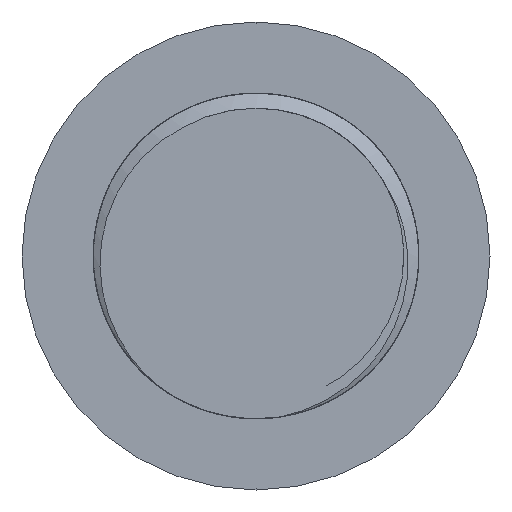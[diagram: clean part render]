
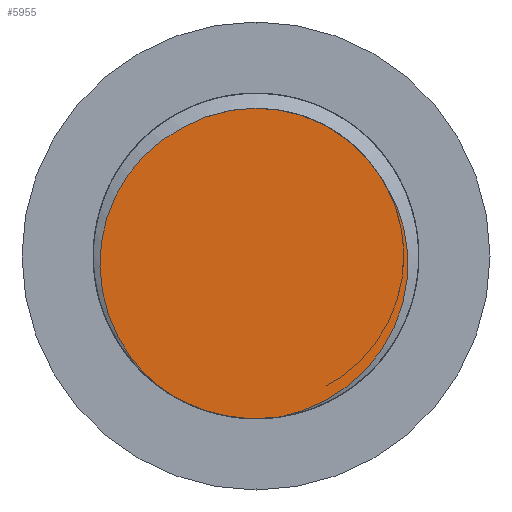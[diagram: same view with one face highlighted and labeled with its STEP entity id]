
A CAD part, front view. The second image highlights one B-rep face of the part: STEP entity #5955.
In plain terms, the highlighted planar face has unit normal (0, -1, 0).
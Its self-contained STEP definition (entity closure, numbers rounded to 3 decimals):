
#105 = CARTESIAN_POINT ( 'NONE',  ( 0.609, -14.5, -8.81 ) ) ;
#222 = CARTESIAN_POINT ( 'NONE',  ( 0., -14.5, 0. ) ) ;
#318 = CARTESIAN_POINT ( 'NONE',  ( -5.338, -14.5, -7.011 ) ) ;
#360 = CARTESIAN_POINT ( 'NONE',  ( -6.662, -14.5, 4.786 ) ) ;
#380 = CARTESIAN_POINT ( 'NONE',  ( 8.189, -14.5, -1.254 ) ) ;
#415 = CARTESIAN_POINT ( 'NONE',  ( 6.598, -14.5, -5.37 ) ) ;
#448 = CARTESIAN_POINT ( 'NONE',  ( 6.171, -14.5, -5.902 ) ) ;
#559 = CARTESIAN_POINT ( 'NONE',  ( 1.184, -14.5, -8.732 ) ) ;
#577 = ORIENTED_EDGE ( 'NONE', *, *, #4409, .T. ) ;
#834 = CARTESIAN_POINT ( 'NONE',  ( -8.447, -14.5, -1.033 ) ) ;
#853 = CARTESIAN_POINT ( 'NONE',  ( 7.929, -14.5, 1.806 ) ) ;
#866 = CARTESIAN_POINT ( 'NONE',  ( -6.211, -14.5, 5.306 ) ) ;
#923 = CARTESIAN_POINT ( 'NONE',  ( 8.147, -14.5, -1.6 ) ) ;
#955 = CARTESIAN_POINT ( 'NONE',  ( 4.373, -14.5, -7.49 ) ) ;
#1045 = B_SPLINE_CURVE_WITH_KNOTS ( 'NONE', 3,
 ( #3886, #1343, #3410, #866, #360, #1883, #2814, #6483, #3380, #5915, #2780, #2281, #2416, #834, #2884, #2385, #6450, #2918, #4445, #1915, #3955, #5981, #5317, #4817, #3811 ),
 .UNSPECIFIED., .F., .F.,
 ( 4, 2, 2, 2, 1, 2, 2, 2, 2, 2, 2, 2, 4 ),
 ( 0., 0.002, 0.004, 0.005, 0.006, 0.007, 0.008, 0.01, 0.012, 0.013, 0.015, 0.016, 0.017 ),
 .UNSPECIFIED. ) ;
#1143 = CARTESIAN_POINT ( 'NONE',  ( -4.876, -14.5, -7.363 ) ) ;
#1172 = CARTESIAN_POINT ( 'NONE',  ( -1.122, -14.5, -8.745 ) ) ;
#1217 = ORIENTED_EDGE ( 'NONE', *, *, #6565, .T. ) ;
#1343 = CARTESIAN_POINT ( 'NONE',  ( -4.601, -14.5, 6.626 ) ) ;
#1398 = AXIS2_PLACEMENT_3D ( 'NONE', #6075, #3081, #4982 ) ;
#1452 = AXIS2_PLACEMENT_3D ( 'NONE', #222, #1843, #4844 ) ;
#1465 = CARTESIAN_POINT ( 'NONE',  ( 7.957, -14.5, -2.613 ) ) ;
#1684 = CARTESIAN_POINT ( 'NONE',  ( -4.382, -14.5, -7.667 ) ) ;
#1688 = FACE_OUTER_BOUND ( 'NONE', #5272, .T. ) ;
#1843 = DIRECTION ( 'NONE',  ( 0., -1., 0. ) ) ;
#1868 = CARTESIAN_POINT ( 'NONE',  ( 7.75, -14.5, -3.264 ) ) ;
#1883 = CARTESIAN_POINT ( 'NONE',  ( -7.237, -14.5, 3.926 ) ) ;
#1900 = CARTESIAN_POINT ( 'NONE',  ( 8.147, -14.5, 0.793 ) ) ;
#1915 = CARTESIAN_POINT ( 'NONE',  ( -6.962, -14.5, -5.23 ) ) ;
#2157 = DIRECTION ( 'NONE',  ( 0., -1., 0. ) ) ;
#2187 = CARTESIAN_POINT ( 'NONE',  ( 0., -14.5, 0. ) ) ;
#2250 = DIRECTION ( 'NONE',  ( 0., 0., -1. ) ) ;
#2281 = CARTESIAN_POINT ( 'NONE',  ( -8.38, -14.5, 0.685 ) ) ;
#2309 = ORIENTED_EDGE ( 'NONE', *, *, #6069, .T. ) ;
#2385 = CARTESIAN_POINT ( 'NONE',  ( -8.045, -14.5, -3.072 ) ) ;
#2416 = CARTESIAN_POINT ( 'NONE',  ( -8.471, -14.5, -0.345 ) ) ;
#2780 = CARTESIAN_POINT ( 'NONE',  ( -8.327, -14.5, 1.031 ) ) ;
#2814 = CARTESIAN_POINT ( 'NONE',  ( -7.414, -14.5, 3.623 ) ) ;
#2884 = CARTESIAN_POINT ( 'NONE',  ( -8.232, -14.5, -2.41 ) ) ;
#2918 = CARTESIAN_POINT ( 'NONE',  ( -7.493, -14.5, -4.339 ) ) ;
#2934 = CARTESIAN_POINT ( 'NONE',  ( 8.189, -14.5, 0.453 ) ) ;
#3005 = CARTESIAN_POINT ( 'NONE',  ( 5.941, -14.5, -6.156 ) ) ;
#3081 = DIRECTION ( 'NONE',  ( 0., -1., 0. ) ) ;
#3135 = CARTESIAN_POINT ( 'NONE',  ( -3.979, -14.5, 6.94 ) ) ;
#3213 = CARTESIAN_POINT ( 'NONE',  ( -0.833, -14.5, -8.777 ) ) ;
#3380 = CARTESIAN_POINT ( 'NONE',  ( -7.992, -14.5, 2.371 ) ) ;
#3410 = CARTESIAN_POINT ( 'NONE',  ( -5.174, -14.5, 6.235 ) ) ;
#3430 = CARTESIAN_POINT ( 'NONE',  ( 6.795, -14.5, -5.091 ) ) ;
#3468 = EDGE_CURVE ( 'NONE', #5067, #6303, #3670, .T. ) ;
#3528 = CARTESIAN_POINT ( 'NONE',  ( -5.338, -14.5, -7.011 ) ) ;
#3562 = ORIENTED_EDGE ( 'NONE', *, *, #4816, .T. ) ;
#3565 = VERTEX_POINT ( 'NONE', #3135 ) ;
#3654 = PLANE ( 'NONE',  #4964 ) ;
#3670 = B_SPLINE_CURVE_WITH_KNOTS ( 'NONE', 3,
 ( #6501, #5007, #4003, #5533, #955, #4397, #6540, #3005, #448, #415, #3430, #5934, #5464, #1868, #1465, #923, #380, #5071, #4535, #2934, #1900, #5967, #853, #4973, #3939, #4463 ),
 .UNSPECIFIED., .F., .F.,
 ( 4, 2, 2, 2, 2, 2, 2, 2, 2, 2, 2, 2, 4 ),
 ( 0., 0.002, 0.004, 0.005, 0.006, 0.007, 0.008, 0.01, 0.011, 0.012, 0.013, 0.014, 0.017 ),
 .UNSPECIFIED. ) ;
#3712 = CARTESIAN_POINT ( 'NONE',  ( -3.34, -14.5, -8.175 ) ) ;
#3811 = CARTESIAN_POINT ( 'NONE',  ( -5.338, -14.5, -7.011 ) ) ;
#3812 = ORIENTED_EDGE ( 'NONE', *, *, #3468, .T. ) ;
#3886 = CARTESIAN_POINT ( 'NONE',  ( -3.979, -14.5, 6.94 ) ) ;
#3907 = CARTESIAN_POINT ( 'NONE',  ( -1.97, -14.5, -8.594 ) ) ;
#3939 = CARTESIAN_POINT ( 'NONE',  ( 7.316, -14.5, 3.397 ) ) ;
#3955 = CARTESIAN_POINT ( 'NONE',  ( -6.553, -14.5, -5.783 ) ) ;
#4003 = CARTESIAN_POINT ( 'NONE',  ( 2.523, -14.5, -8.403 ) ) ;
#4314 = CIRCLE ( 'NONE', #1452, 8. ) ;
#4397 = CARTESIAN_POINT ( 'NONE',  ( 5.187, -14.5, -6.865 ) ) ;
#4409 = EDGE_CURVE ( 'NONE', #6397, #5067, #4550, .T. ) ;
#4445 = CARTESIAN_POINT ( 'NONE',  ( -7.15, -14.5, -4.942 ) ) ;
#4463 = CARTESIAN_POINT ( 'NONE',  ( 6.94, -14.5, 3.979 ) ) ;
#4535 = CARTESIAN_POINT ( 'NONE',  ( 8.231, -14.5, -0.228 ) ) ;
#4550 = B_SPLINE_CURVE_WITH_KNOTS ( 'NONE', 3,
 ( #318, #1143, #1684, #3712, #6437, #3907, #5745, #1172, #3213, #5436, #105, #6222 ),
 .UNSPECIFIED., .F., .F.,
 ( 4, 2, 2, 2, 2, 4 ),
 ( 0., 0.002, 0.003, 0.004, 0.005, 0.007 ),
 .UNSPECIFIED. ) ;
#4808 = CARTESIAN_POINT ( 'NONE',  ( 0., -14.5, 8. ) ) ;
#4816 = EDGE_CURVE ( 'NONE', #3565, #6397, #1045, .T. ) ;
#4817 = CARTESIAN_POINT ( 'NONE',  ( -5.605, -14.5, -6.788 ) ) ;
#4844 = DIRECTION ( 'NONE',  ( 0., 0., -1. ) ) ;
#4964 = AXIS2_PLACEMENT_3D ( 'NONE', #2187, #2157, #2250 ) ;
#4973 = CARTESIAN_POINT ( 'NONE',  ( 7.609, -14.5, 2.78 ) ) ;
#4982 = DIRECTION ( 'NONE',  ( 0., 0., -1. ) ) ;
#5007 = CARTESIAN_POINT ( 'NONE',  ( 1.865, -14.5, -8.607 ) ) ;
#5067 = VERTEX_POINT ( 'NONE', #559 ) ;
#5071 = CARTESIAN_POINT ( 'NONE',  ( 8.231, -14.5, -0.57 ) ) ;
#5136 = VERTEX_POINT ( 'NONE', #4808 ) ;
#5272 = EDGE_LOOP ( 'NONE', ( #3812, #1217, #2309, #3562, #577 ) ) ;
#5317 = CARTESIAN_POINT ( 'NONE',  ( -5.858, -14.5, -6.548 ) ) ;
#5436 = CARTESIAN_POINT ( 'NONE',  ( 0.033, -14.5, -8.831 ) ) ;
#5464 = CARTESIAN_POINT ( 'NONE',  ( 7.32, -14.5, -4.202 ) ) ;
#5533 = CARTESIAN_POINT ( 'NONE',  ( 3.786, -14.5, -7.841 ) ) ;
#5659 = CARTESIAN_POINT ( 'NONE',  ( 6.94, -14.5, 3.979 ) ) ;
#5745 = CARTESIAN_POINT ( 'NONE',  ( -1.69, -14.5, -8.653 ) ) ;
#5915 = CARTESIAN_POINT ( 'NONE',  ( -8.18, -14.5, 1.708 ) ) ;
#5934 = CARTESIAN_POINT ( 'NONE',  ( 7.156, -14.5, -4.509 ) ) ;
#5955 = ADVANCED_FACE ( 'NONE', ( #1688 ), #3654, .T. ) ;
#5967 = CARTESIAN_POINT ( 'NONE',  ( 8.017, -14.5, 1.471 ) ) ;
#5981 = CARTESIAN_POINT ( 'NONE',  ( -6.333, -14.5, -6.046 ) ) ;
#6069 = EDGE_CURVE ( 'NONE', #5136, #3565, #4314, .T. ) ;
#6075 = CARTESIAN_POINT ( 'NONE',  ( 0., -14.5, 0. ) ) ;
#6222 = CARTESIAN_POINT ( 'NONE',  ( 1.184, -14.5, -8.732 ) ) ;
#6291 = CIRCLE ( 'NONE', #1398, 8. ) ;
#6303 = VERTEX_POINT ( 'NONE', #5659 ) ;
#6397 = VERTEX_POINT ( 'NONE', #3528 ) ;
#6437 = CARTESIAN_POINT ( 'NONE',  ( -2.8, -14.5, -8.375 ) ) ;
#6450 = CARTESIAN_POINT ( 'NONE',  ( -7.646, -14.5, -4.026 ) ) ;
#6483 = CARTESIAN_POINT ( 'NONE',  ( -7.723, -14.5, 3.004 ) ) ;
#6501 = CARTESIAN_POINT ( 'NONE',  ( 1.184, -14.5, -8.732 ) ) ;
#6540 = CARTESIAN_POINT ( 'NONE',  ( 5.448, -14.5, -6.638 ) ) ;
#6565 = EDGE_CURVE ( 'NONE', #6303, #5136, #6291, .T. ) ;
